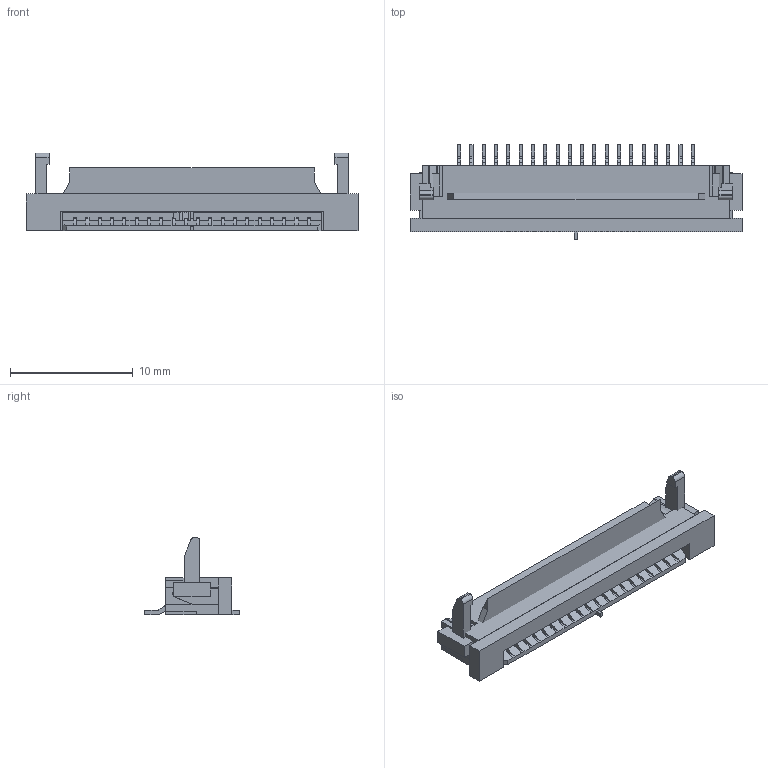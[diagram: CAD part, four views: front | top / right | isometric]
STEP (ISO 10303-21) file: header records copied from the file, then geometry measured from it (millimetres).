
FILE_DESCRIPTION( ( 'Unknown' ), '1' );
FILE_NAME( '68612014422.stp', 'Unknown', ( 'Unknown' ), ( 'Unknown' ), 'XStep 1.0', 'Unknown', ' ' );
FILE_SCHEMA( ( 'automotive_design' ) );
Length unit declared in the file: millimetre
Products named in the file (6): Assem1; Gehäuse; Verschluss; Pin1; Pin_rechts; Pin_rechts_mir5
Bounding box: 27 x 7.7 x 6.31 mm (x, y, z)
Volume: 616.3 mm3; surface area: 2614 mm2
Topology: 29 solids, 29 shells, 1625 faces, 4869 edges, 3186 vertices
Faces by surface type: plane 1007, cylinder 618
Entity records: 18307 total; most frequent: ORIENTED_EDGE 3216, CARTESIAN_POINT 3193, DIRECTION 3048, EDGE_CURVE 1608, LINE 1254, VECTOR 1254, VERTEX_POINT 1042, AXIS2_PLACEMENT_3D 897
